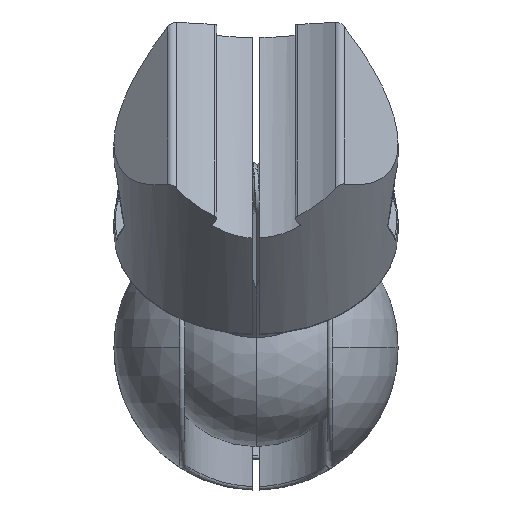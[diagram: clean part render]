
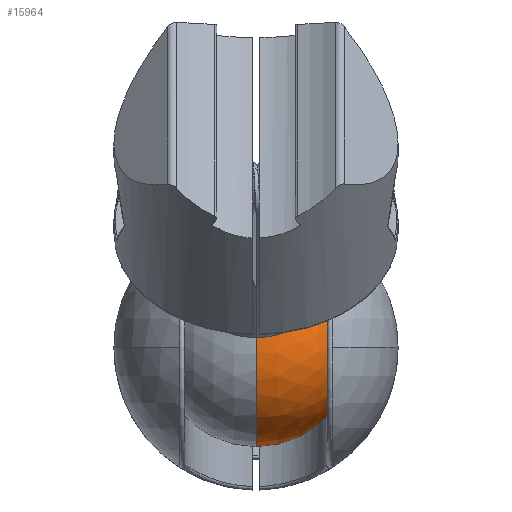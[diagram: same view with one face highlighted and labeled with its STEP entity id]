
A CAD part, top view. The second image highlights one B-rep face of the part: STEP entity #15964.
In plain terms, the highlighted spherical face has radius 15 mm.
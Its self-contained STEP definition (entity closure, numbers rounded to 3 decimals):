
#991 = EDGE_CURVE ( 'NONE', #5233, #16142, #9849, .T. ) ;
#1478 = CARTESIAN_POINT ( 'NONE',  ( 0., 8.208, 70.708 ) ) ;
#2805 = FACE_OUTER_BOUND ( 'NONE', #11338, .T. ) ;
#3433 = DIRECTION ( 'NONE',  ( -1., 0., 0. ) ) ;
#4302 = ORIENTED_EDGE ( 'NONE', *, *, #19988, .F. ) ;
#4436 = DIRECTION ( 'NONE',  ( 0., -0.707, 0.707 ) ) ;
#5233 = VERTEX_POINT ( 'NONE', #36017 ) ;
#9849 = CIRCLE ( 'NONE', #33302, 15. ) ;
#10153 = CARTESIAN_POINT ( 'NONE',  ( 0., 14.926, 63.991 ) ) ;
#11338 = EDGE_LOOP ( 'NONE', ( #4302, #21454 ) ) ;
#13718 = DIRECTION ( 'NONE',  ( 0., -0.707, -0.707 ) ) ;
#15861 = DIRECTION ( 'NONE',  ( 0., -0.707, 0.707 ) ) ;
#15964 = ADVANCED_FACE ( 'NONE', ( #2805 ), #19015, .T. ) ;
#16142 = VERTEX_POINT ( 'NONE', #10153 ) ;
#19015 = SPHERICAL_SURFACE ( 'NONE', #35851, 15. ) ;
#19988 = EDGE_CURVE ( 'NONE', #5233, #16142, #35145, .T. ) ;
#21454 = ORIENTED_EDGE ( 'NONE', *, *, #991, .T. ) ;
#28458 = CARTESIAN_POINT ( 'NONE',  ( 0., 0., 62.5 ) ) ;
#33007 = DIRECTION ( 'NONE',  ( 0., 0.707, 0.707 ) ) ;
#33031 = CARTESIAN_POINT ( 'NONE',  ( 0., 0., 62.5 ) ) ;
#33302 = AXIS2_PLACEMENT_3D ( 'NONE', #33031, #39801, #13718 ) ;
#35145 = CIRCLE ( 'NONE', #37175, 9.5 ) ;
#35851 = AXIS2_PLACEMENT_3D ( 'NONE', #28458, #3433, #15861 ) ;
#36017 = CARTESIAN_POINT ( 'NONE',  ( 0., 1.491, 77.426 ) ) ;
#37175 = AXIS2_PLACEMENT_3D ( 'NONE', #1478, #33007, #4436 ) ;
#39801 = DIRECTION ( 'NONE',  ( 1., 0., 0. ) ) ;
